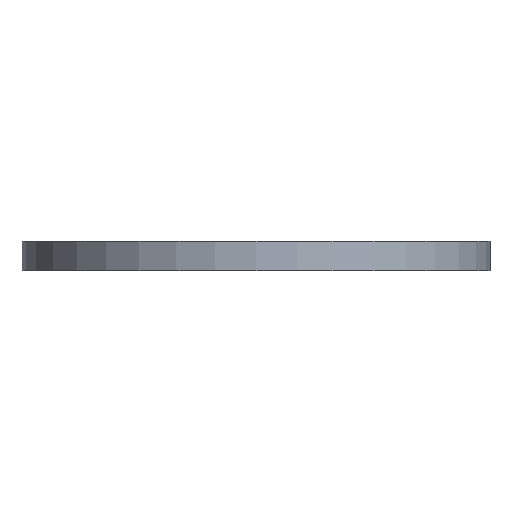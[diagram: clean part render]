
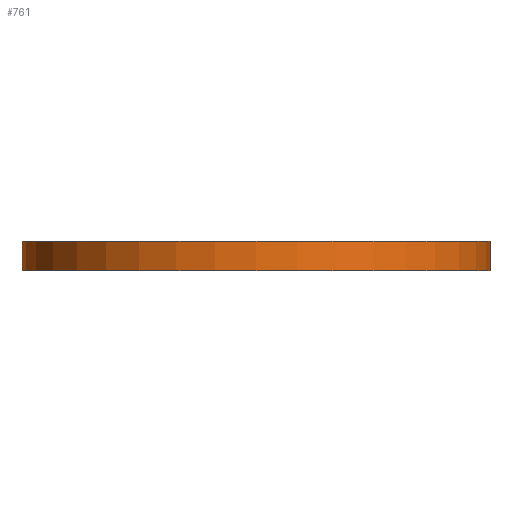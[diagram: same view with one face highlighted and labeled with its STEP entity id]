
A CAD part, front view. The second image highlights one B-rep face of the part: STEP entity #761.
In plain terms, the highlighted cylindrical face has radius 15.875 mm (diameter 31.75 mm), a partial arc.
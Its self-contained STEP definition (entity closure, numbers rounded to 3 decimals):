
#18 = CIRCLE ( 'NONE', #131, 15.875 ) ;
#52 = VERTEX_POINT ( 'NONE', #246 ) ;
#55 = EDGE_CURVE ( 'NONE', #112, #52, #18, .T. ) ;
#61 = ORIENTED_EDGE ( 'NONE', *, *, #189, .T. ) ;
#85 = EDGE_LOOP ( 'NONE', ( #532, #655, #333, #61 ) ) ;
#106 = CYLINDRICAL_SURFACE ( 'NONE', #428, 15.875 ) ;
#112 = VERTEX_POINT ( 'NONE', #653 ) ;
#114 = CARTESIAN_POINT ( 'NONE',  ( -176.482, 98.886, 2. ) ) ;
#115 = CARTESIAN_POINT ( 'NONE',  ( -176.482, 98.886, 0. ) ) ;
#131 = AXIS2_PLACEMENT_3D ( 'NONE', #370, #746, #311 ) ;
#178 = DIRECTION ( 'NONE',  ( -1., 0., 0. ) ) ;
#179 = EDGE_CURVE ( 'NONE', #112, #772, #336, .T. ) ;
#185 = VERTEX_POINT ( 'NONE', #446 ) ;
#189 = EDGE_CURVE ( 'NONE', #772, #185, #390, .T. ) ;
#198 = DIRECTION ( 'NONE',  ( 0., 0., -1. ) ) ;
#201 = DIRECTION ( 'NONE',  ( 0., 0., 1. ) ) ;
#246 = CARTESIAN_POINT ( 'NONE',  ( -144.732, 98.886, 2. ) ) ;
#253 = LINE ( 'NONE', #309, #580 ) ;
#309 = CARTESIAN_POINT ( 'NONE',  ( -144.732, 98.886, 2. ) ) ;
#311 = DIRECTION ( 'NONE',  ( 1., 0., 0. ) ) ;
#329 = CARTESIAN_POINT ( 'NONE',  ( -160.607, 98.886, 0. ) ) ;
#333 = ORIENTED_EDGE ( 'NONE', *, *, #179, .T. ) ;
#336 = LINE ( 'NONE', #114, #744 ) ;
#370 = CARTESIAN_POINT ( 'NONE',  ( -160.607, 98.886, 2. ) ) ;
#374 = DIRECTION ( 'NONE',  ( 0., 0., -1. ) ) ;
#390 = CIRCLE ( 'NONE', #734, 15.875 ) ;
#423 = CARTESIAN_POINT ( 'NONE',  ( -160.607, 98.886, 2. ) ) ;
#428 = AXIS2_PLACEMENT_3D ( 'NONE', #423, #544, #178 ) ;
#446 = CARTESIAN_POINT ( 'NONE',  ( -144.732, 98.886, 0. ) ) ;
#532 = ORIENTED_EDGE ( 'NONE', *, *, #758, .F. ) ;
#544 = DIRECTION ( 'NONE',  ( 0., 0., -1. ) ) ;
#563 = FACE_OUTER_BOUND ( 'NONE', #85, .T. ) ;
#580 = VECTOR ( 'NONE', #374, 1000. ) ;
#626 = DIRECTION ( 'NONE',  ( 1., 0., 0. ) ) ;
#653 = CARTESIAN_POINT ( 'NONE',  ( -176.482, 98.886, 2. ) ) ;
#655 = ORIENTED_EDGE ( 'NONE', *, *, #55, .F. ) ;
#734 = AXIS2_PLACEMENT_3D ( 'NONE', #329, #201, #626 ) ;
#744 = VECTOR ( 'NONE', #198, 1000. ) ;
#746 = DIRECTION ( 'NONE',  ( 0., 0., 1. ) ) ;
#758 = EDGE_CURVE ( 'NONE', #52, #185, #253, .T. ) ;
#761 = ADVANCED_FACE ( 'NONE', ( #563 ), #106, .T. ) ;
#772 = VERTEX_POINT ( 'NONE', #115 ) ;
